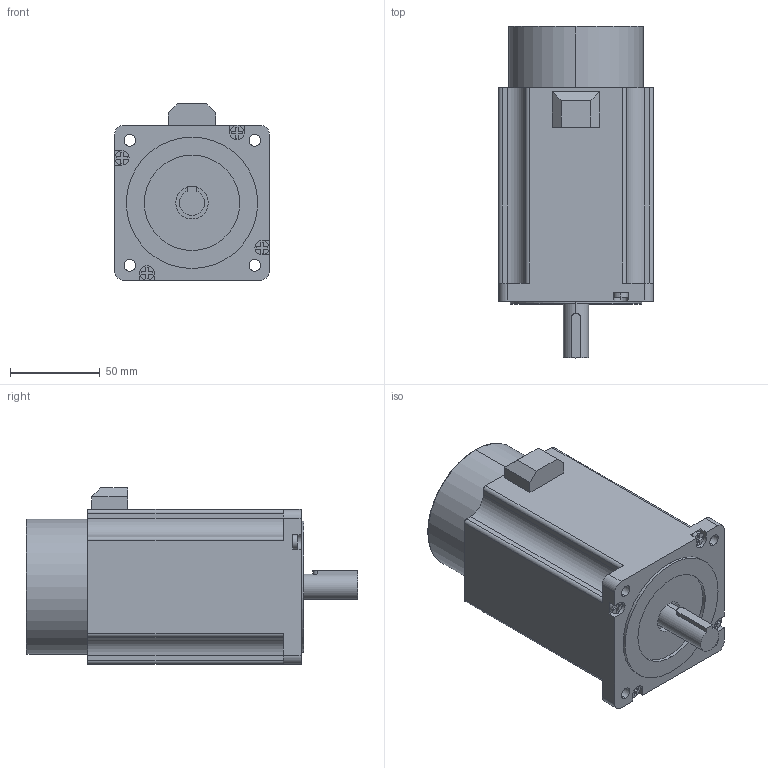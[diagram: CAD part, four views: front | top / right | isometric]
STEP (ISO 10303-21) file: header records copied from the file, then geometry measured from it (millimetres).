
FILE_DESCRIPTION (( 'STEP AP203' ), '1' );
FILE_NAME ('SS3403A60D.STEP', '2021-02-24T07:32:42', ( '微软用户' ), ( '微软中国' ), 'SwSTEP 2.0', 'SolidWorks 2016', '' );
FILE_SCHEMA (( 'CONFIG_CONTROL_DESIGN' ));
Length unit declared in the file: millimetre
Products named in the file (1): SS3403A60D
Bounding box: 86 x 184.5 x 98 mm (x, y, z)
Volume: 949824.4 mm3; surface area: 65309.3 mm2
Topology: 1 solids, 1 shells, 166 faces, 432 edges, 282 vertices
Faces by surface type: plane 110, cylinder 54, torus 2
Entity records: 5184 total; most frequent: CARTESIAN_POINT 911, DIRECTION 877, ORIENTED_EDGE 864, EDGE_CURVE 432, LINE 317, VECTOR 317, VERTEX_POINT 282, AXIS2_PLACEMENT_3D 280
